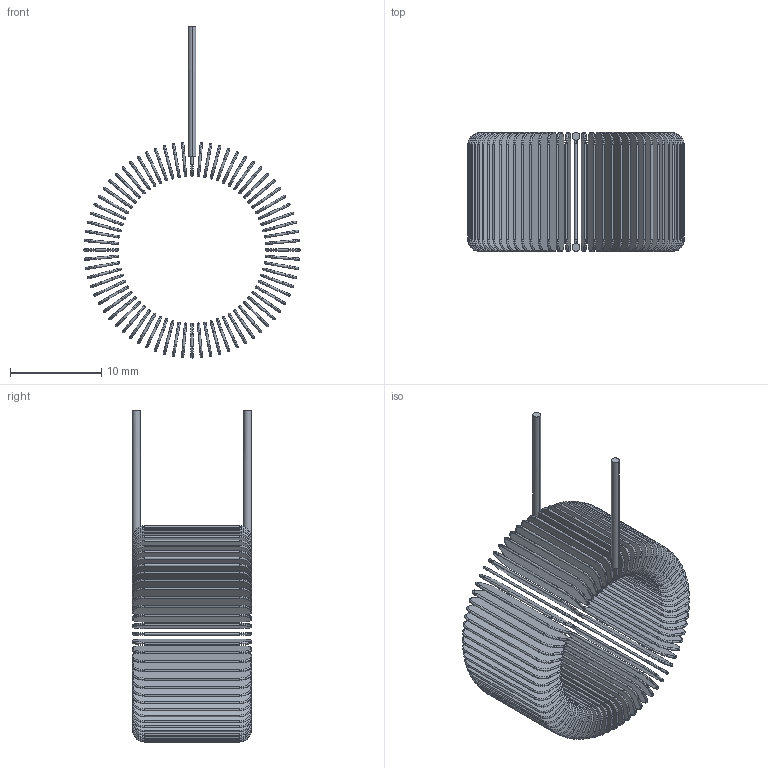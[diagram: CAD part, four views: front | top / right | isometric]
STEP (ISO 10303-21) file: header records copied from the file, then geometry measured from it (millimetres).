
FILE_DESCRIPTION(('STEP AP214'),'1');
FILE_NAME('67385.stp','2017-07-21T08:44:05',('TraceParts'),('TraceParts S.A.'),'Spatial InterOp 3D',' ',' ');
FILE_SCHEMA(('automotive_design'));
Length unit declared in the file: millimetre
Products named in the file (72): 67385_1; 67385_2; 67385_3; 67385_4; 67385_5; 67385_6; 67385_7; 67385_8; 67385_9; 67385_10; 67385_11; 67385_12; 67385_13; 67385_14; 67385_15; 67385_16; 67385_17; 67385_18; 67385_19; 67385_20; 67385_21; 67385_22; 67385_23; 67385_24; 67385_25; 67385_26; 67385_27; 67385_28; 67385_29; 67385_30; 67385_31; 67385_32; 67385_33; 67385_34; 67385_35; 67385_36; 67385_37; 67385_38; 67385_39; 67385_40 ...
Bounding box: 23.72 x 13.06 x 36.42 mm (x, y, z)
Volume: 885 mm3; surface area: 7365.9 mm2
Topology: 72 solids, 72 shells, 1018 faces, 2616 edges, 1742 vertices
Faces by surface type: torus 576, cylinder 292, plane 150
Entity records: 42137 total; most frequent: DIRECTION 6816, CARTESIAN_POINT 5536, ORIENTED_EDGE 5232, AXIS2_PLACEMENT_3D 3114, EDGE_CURVE 2616, CIRCLE 2024, VERTEX_POINT 1742, STYLED_ITEM 1090
